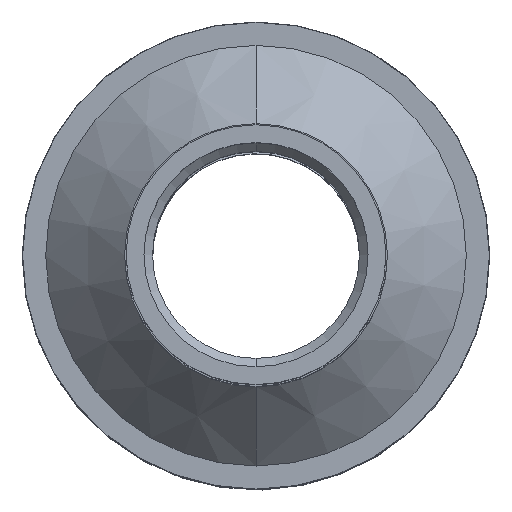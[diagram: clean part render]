
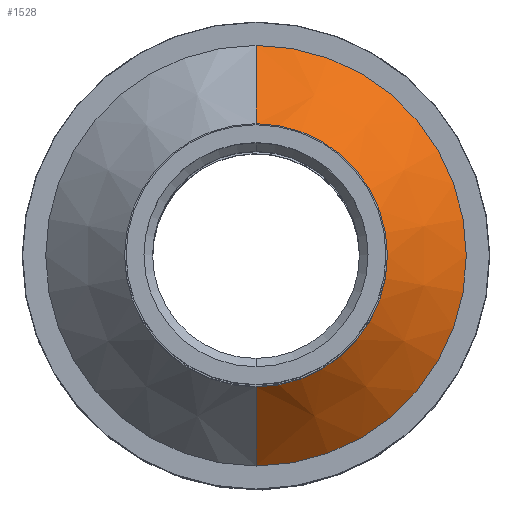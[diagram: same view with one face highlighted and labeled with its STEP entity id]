
A CAD part, top view. The second image highlights one B-rep face of the part: STEP entity #1528.
In plain terms, the highlighted conical face has half-angle 45 degrees and reference radius 5.613 mm.
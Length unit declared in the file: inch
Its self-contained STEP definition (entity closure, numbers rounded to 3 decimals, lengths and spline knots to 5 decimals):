
#25 = CARTESIAN_POINT ( 'NONE',  ( 0., -0.221, 1.09771 ) ) ;
#28 = CARTESIAN_POINT ( 'NONE',  ( 0., 0.35371, 0.965 ) ) ;
#116 = EDGE_CURVE ( 'NONE', #638, #589, #1730, .T. ) ;
#213 = DIRECTION ( 'NONE',  ( 0., 1., 0. ) ) ;
#214 = DIRECTION ( 'NONE',  ( 0., 0., -1. ) ) ;
#216 = CARTESIAN_POINT ( 'NONE',  ( 0., 0., 1.09771 ) ) ;
#378 = LINE ( 'NONE', #397, #1720 ) ;
#383 = DIRECTION ( 'NONE',  ( 0., 1., 0. ) ) ;
#384 = DIRECTION ( 'NONE',  ( 0., 0., -1. ) ) ;
#385 = CARTESIAN_POINT ( 'NONE',  ( 0., 0., 0.965 ) ) ;
#392 = DIRECTION ( 'NONE',  ( 0., -0.707, -0.707 ) ) ;
#393 = LINE ( 'NONE', #395, #1737 ) ;
#395 = CARTESIAN_POINT ( 'NONE',  ( 0., -0.221, 1.09771 ) ) ;
#396 = DIRECTION ( 'NONE',  ( 0., 0.707, -0.707 ) ) ;
#397 = CARTESIAN_POINT ( 'NONE',  ( 0., 0.221, 1.09771 ) ) ;
#486 = EDGE_CURVE ( 'NONE', #638, #591, #378, .T. ) ;
#487 = EDGE_CURVE ( 'NONE', #589, #668, #393, .T. ) ;
#489 = EDGE_CURVE ( 'NONE', #591, #668, #1654, .T. ) ;
#589 = VERTEX_POINT ( 'NONE', #25 ) ;
#591 = VERTEX_POINT ( 'NONE', #28 ) ;
#630 = ORIENTED_EDGE ( 'NONE', *, *, #486, .F. ) ;
#638 = VERTEX_POINT ( 'NONE', #795 ) ;
#640 = ORIENTED_EDGE ( 'NONE', *, *, #116, .T. ) ;
#668 = VERTEX_POINT ( 'NONE', #788 ) ;
#702 = ORIENTED_EDGE ( 'NONE', *, *, #489, .F. ) ;
#703 = ORIENTED_EDGE ( 'NONE', *, *, #487, .T. ) ;
#788 = CARTESIAN_POINT ( 'NONE',  ( 0., -0.35371, 0.965 ) ) ;
#795 = CARTESIAN_POINT ( 'NONE',  ( 0., 0.221, 1.09771 ) ) ;
#954 = EDGE_LOOP ( 'NONE', ( #640, #703, #702, #630 ) ) ;
#1262 = CARTESIAN_POINT ( 'NONE',  ( 0., 0., 1.09771 ) ) ;
#1263 = DIRECTION ( 'NONE',  ( 0., 1., 0. ) ) ;
#1267 = FACE_OUTER_BOUND ( 'NONE', #954, .T. ) ;
#1271 = DIRECTION ( 'NONE',  ( 0., 0., -1. ) ) ;
#1528 = ADVANCED_FACE ( 'NONE', ( #1267 ), #1566, .T. ) ;
#1555 = AXIS2_PLACEMENT_3D ( 'NONE', #1262, #1271, #1263 ) ;
#1566 = CONICAL_SURFACE ( 'NONE', #1555, 0.221, 0.785 ) ;
#1586 = AXIS2_PLACEMENT_3D ( 'NONE', #385, #384, #383 ) ;
#1654 = CIRCLE ( 'NONE', #1586, 0.35371 ) ;
#1707 = AXIS2_PLACEMENT_3D ( 'NONE', #216, #214, #213 ) ;
#1720 = VECTOR ( 'NONE', #396, 39.37008 ) ;
#1730 = CIRCLE ( 'NONE', #1707, 0.221 ) ;
#1737 = VECTOR ( 'NONE', #392, 39.37008 ) ;
